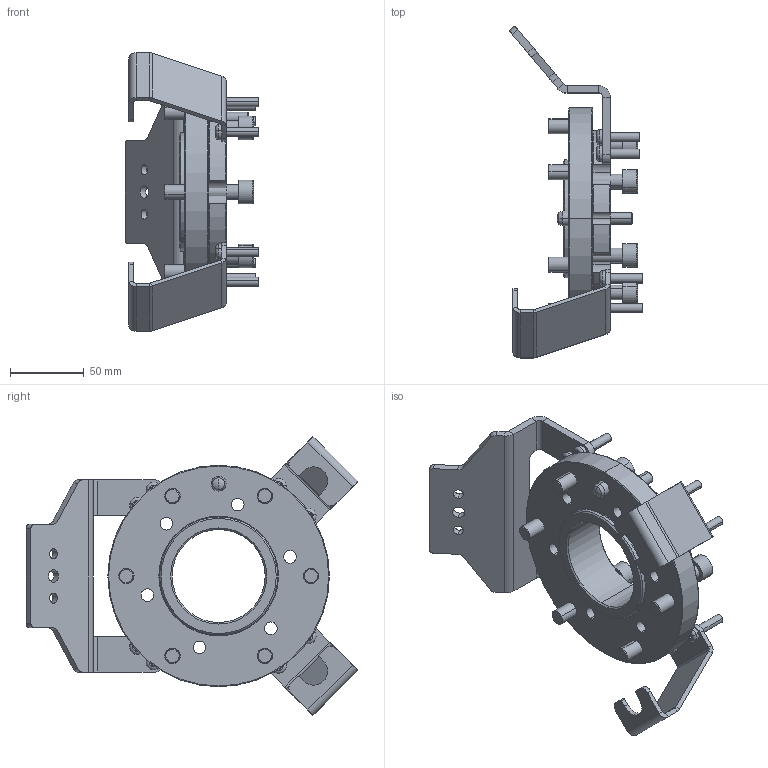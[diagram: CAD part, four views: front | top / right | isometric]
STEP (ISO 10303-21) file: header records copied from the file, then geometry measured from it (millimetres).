
FILE_DESCRIPTION (( 'STEP AP203' ), '1' );
FILE_NAME ('P5209-1.STEP', '2021-03-01T11:28:21', ( '' ), ( '' ), 'SwSTEP 2.0', 'SolidWorks 2019', '' );
FILE_SCHEMA (( 'CONFIG_CONTROL_DESIGN' ));
Length unit declared in the file: millimetre
Products named in the file (1): P5209-1
Bounding box: 90.35 x 224.61 x 188.53 mm (x, y, z)
Volume: 434411.7 mm3; surface area: 128382.9 mm2
Topology: 26 solids, 26 shells, 707 faces, 1664 edges, 1049 vertices
Faces by surface type: cylinder 337, plane 248, torus 78, cone 40, sphere 4
Entity records: 20671 total; most frequent: DIRECTION 3922, CARTESIAN_POINT 3567, ORIENTED_EDGE 3324, EDGE_CURVE 1662, AXIS2_PLACEMENT_3D 1580, VERTEX_POINT 1049, CIRCLE 872, EDGE_LOOP 799
